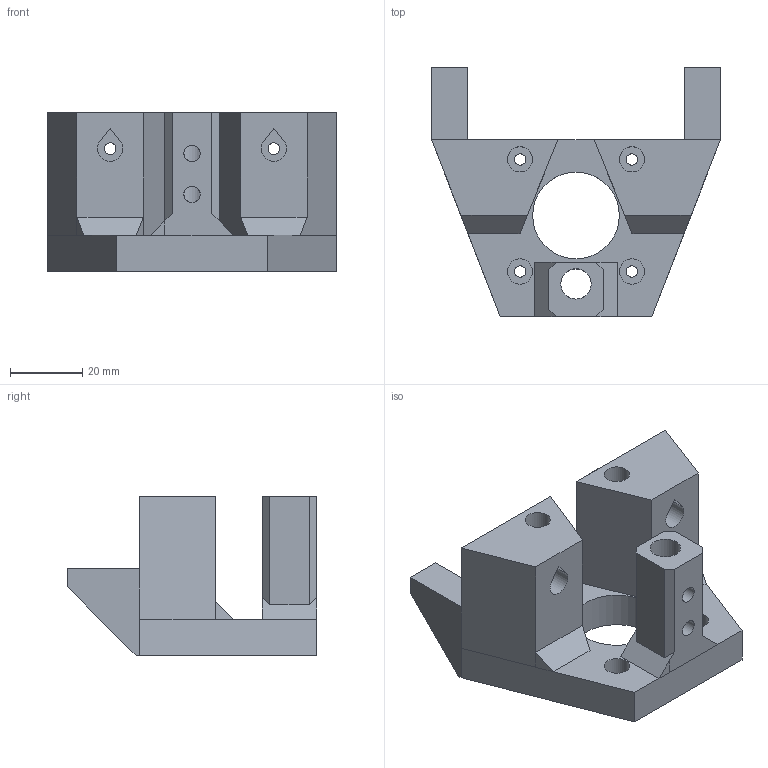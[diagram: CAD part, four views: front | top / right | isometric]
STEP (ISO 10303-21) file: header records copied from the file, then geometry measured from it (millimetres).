
FILE_DESCRIPTION(('FreeCAD Model'),'2;1');
FILE_NAME('Open CASCADE Shape Model','2023-09-17T20:12:21',(''),(''), 'Open CASCADE STEP processor 7.6','FreeCAD','Unknown');
FILE_SCHEMA(('AUTOMOTIVE_DESIGN { 1 0 10303 214 1 1 1 1 }'));
Length unit declared in the file: millimetre
Products named in the file (1): rear_motor_bottom
Bounding box: 80 x 69 x 44 mm (x, y, z)
Volume: 69972.1 mm3; surface area: 22421.9 mm2
Topology: 1 solids, 1 shells, 74 faces, 188 edges, 122 vertices
Faces by surface type: plane 55, cylinder 19
Full cylindrical faces by diameter (mm): 3.2 x6, 4.5 x2, 7 x6, 8.4 x2, 24 x1
Entity records: 5276 total; most frequent: CARTESIAN_POINT 1367, DIRECTION 732, LINE 494, VECTOR 494, ORIENTED_EDGE 376, PCURVE 376, DEFINITIONAL_REPRESENTATION 376, EDGE_CURVE 188
